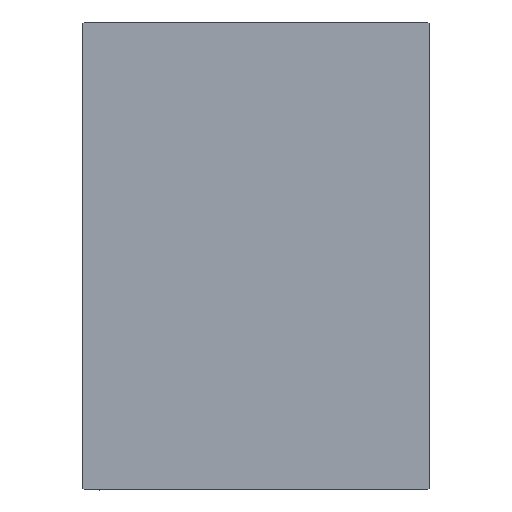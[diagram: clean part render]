
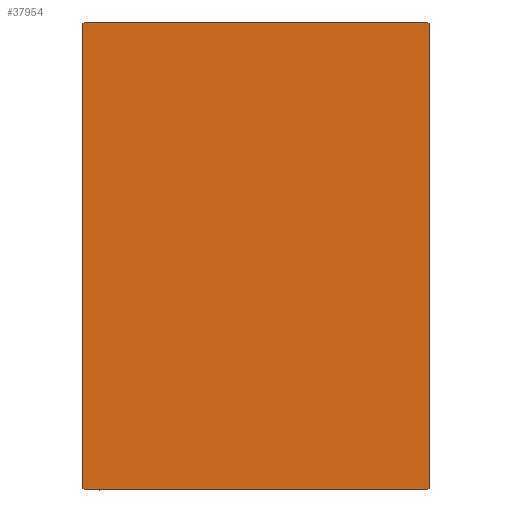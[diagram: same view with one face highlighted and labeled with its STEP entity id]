
A CAD part, left-side view. The second image highlights one B-rep face of the part: STEP entity #37954.
In plain terms, the highlighted face is planar.
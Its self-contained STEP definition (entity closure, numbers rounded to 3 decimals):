
#377 = EDGE_CURVE ( 'NONE', #29994, #34789, #21396, .T. ) ;
#381 = LINE ( 'NONE', #42164, #43333 ) ;
#1162 = DIRECTION ( 'NONE',  ( 0., 0., -1. ) ) ;
#1190 = PLANE ( 'NONE',  #23577 ) ;
#1222 = VECTOR ( 'NONE', #2751, 1000. ) ;
#1359 = LINE ( 'NONE', #25334, #2204 ) ;
#1422 = DIRECTION ( 'NONE',  ( 0., 0., -1. ) ) ;
#2204 = VECTOR ( 'NONE', #15763, 1000. ) ;
#2527 = LINE ( 'NONE', #37249, #1222 ) ;
#2734 = VECTOR ( 'NONE', #39425, 1000. ) ;
#2751 = DIRECTION ( 'NONE',  ( 0., 1., 0. ) ) ;
#2787 = VERTEX_POINT ( 'NONE', #39259 ) ;
#4551 = CARTESIAN_POINT ( 'NONE',  ( 88., -36.85, 36.85 ) ) ;
#4738 = ORIENTED_EDGE ( 'NONE', *, *, #377, .T. ) ;
#5042 = LINE ( 'NONE', #18984, #43301 ) ;
#5371 = CARTESIAN_POINT ( 'NONE',  ( 88., -31.5, 42.2 ) ) ;
#5469 = VERTEX_POINT ( 'NONE', #5371 ) ;
#7838 = CARTESIAN_POINT ( 'NONE',  ( 88., 31.5, 42.2 ) ) ;
#9904 = VERTEX_POINT ( 'NONE', #43003 ) ;
#10360 = LINE ( 'NONE', #31140, #38971 ) ;
#11047 = FACE_OUTER_BOUND ( 'NONE', #31711, .T. ) ;
#11723 = DIRECTION ( 'NONE',  ( 1., 0., 0. ) ) ;
#13788 = DIRECTION ( 'NONE',  ( 0., -1., 0. ) ) ;
#14425 = ORIENTED_EDGE ( 'NONE', *, *, #39600, .T. ) ;
#14426 = CARTESIAN_POINT ( 'NONE',  ( 88., 31.2, 42.5 ) ) ;
#15763 = DIRECTION ( 'NONE',  ( 0., 0., 1. ) ) ;
#16147 = CARTESIAN_POINT ( 'NONE',  ( 88., -31.2, -42.5 ) ) ;
#16510 = EDGE_CURVE ( 'NONE', #37405, #2787, #2527, .T. ) ;
#18984 = CARTESIAN_POINT ( 'NONE',  ( 88., -31.5, 42.5 ) ) ;
#20050 = LINE ( 'NONE', #26904, #35105 ) ;
#21396 = LINE ( 'NONE', #29383, #2734 ) ;
#23577 = AXIS2_PLACEMENT_3D ( 'NONE', #32729, #11723, #1422 ) ;
#23818 = ORIENTED_EDGE ( 'NONE', *, *, #40158, .T. ) ;
#25334 = CARTESIAN_POINT ( 'NONE',  ( 88., 31.5, -42.5 ) ) ;
#25921 = EDGE_CURVE ( 'NONE', #41845, #29994, #1359, .T. ) ;
#26904 = CARTESIAN_POINT ( 'NONE',  ( 88., 36.85, -36.85 ) ) ;
#27693 = CARTESIAN_POINT ( 'NONE',  ( 88., -31.2, 42.5 ) ) ;
#28073 = ORIENTED_EDGE ( 'NONE', *, *, #25921, .T. ) ;
#29383 = CARTESIAN_POINT ( 'NONE',  ( 88., 36.85, 36.85 ) ) ;
#29669 = LINE ( 'NONE', #4551, #43860 ) ;
#29994 = VERTEX_POINT ( 'NONE', #7838 ) ;
#30118 = DIRECTION ( 'NONE',  ( 0., 0.707, 0.707 ) ) ;
#31140 = CARTESIAN_POINT ( 'NONE',  ( 88., 31.5, 42.5 ) ) ;
#31711 = EDGE_LOOP ( 'NONE', ( #38334, #36290, #28073, #4738, #37527, #38970, #14425, #23818 ) ) ;
#32276 = VERTEX_POINT ( 'NONE', #27693 ) ;
#32729 = CARTESIAN_POINT ( 'NONE',  ( 88., 0., 0. ) ) ;
#32915 = EDGE_CURVE ( 'NONE', #32276, #5469, #29669, .T. ) ;
#33021 = EDGE_CURVE ( 'NONE', #2787, #41845, #20050, .T. ) ;
#34234 = CARTESIAN_POINT ( 'NONE',  ( 88., 31.5, -42.2 ) ) ;
#34789 = VERTEX_POINT ( 'NONE', #14426 ) ;
#35105 = VECTOR ( 'NONE', #30118, 1000. ) ;
#36290 = ORIENTED_EDGE ( 'NONE', *, *, #33021, .T. ) ;
#37249 = CARTESIAN_POINT ( 'NONE',  ( 88., -31.5, -42.5 ) ) ;
#37405 = VERTEX_POINT ( 'NONE', #16147 ) ;
#37527 = ORIENTED_EDGE ( 'NONE', *, *, #41701, .T. ) ;
#37954 = ADVANCED_FACE ( 'NONE', ( #11047 ), #1190, .T. ) ;
#38334 = ORIENTED_EDGE ( 'NONE', *, *, #16510, .T. ) ;
#38747 = DIRECTION ( 'NONE',  ( 0., 0.707, -0.707 ) ) ;
#38970 = ORIENTED_EDGE ( 'NONE', *, *, #32915, .T. ) ;
#38971 = VECTOR ( 'NONE', #13788, 1000. ) ;
#39259 = CARTESIAN_POINT ( 'NONE',  ( 88., 31.2, -42.5 ) ) ;
#39425 = DIRECTION ( 'NONE',  ( 0., -0.707, 0.707 ) ) ;
#39600 = EDGE_CURVE ( 'NONE', #5469, #9904, #5042, .T. ) ;
#40158 = EDGE_CURVE ( 'NONE', #9904, #37405, #381, .T. ) ;
#41701 = EDGE_CURVE ( 'NONE', #34789, #32276, #10360, .T. ) ;
#41845 = VERTEX_POINT ( 'NONE', #34234 ) ;
#42164 = CARTESIAN_POINT ( 'NONE',  ( 88., -36.85, -36.85 ) ) ;
#43003 = CARTESIAN_POINT ( 'NONE',  ( 88., -31.5, -42.2 ) ) ;
#43301 = VECTOR ( 'NONE', #1162, 1000. ) ;
#43333 = VECTOR ( 'NONE', #38747, 1000. ) ;
#43583 = DIRECTION ( 'NONE',  ( 0., -0.707, -0.707 ) ) ;
#43860 = VECTOR ( 'NONE', #43583, 1000. ) ;
